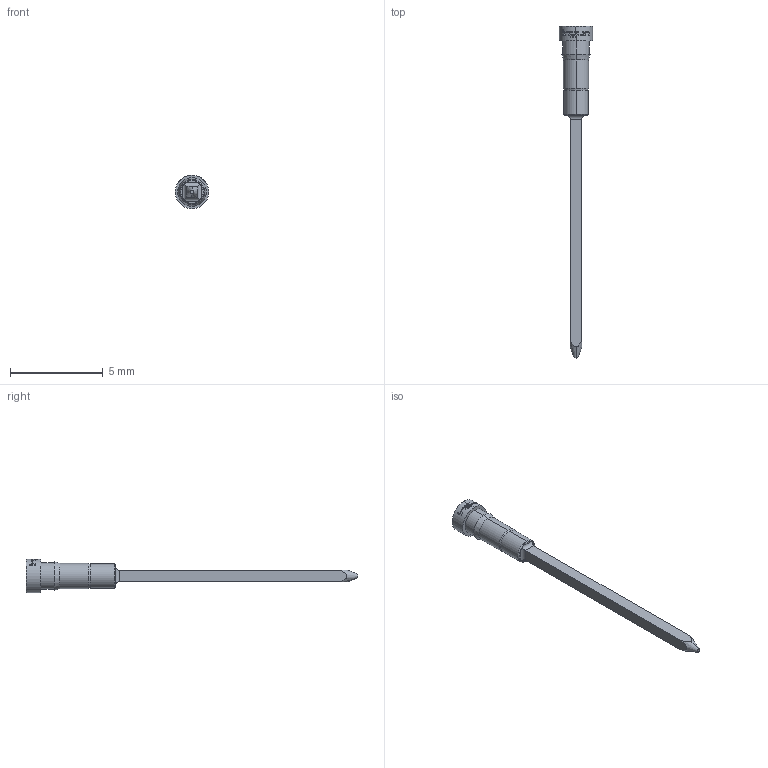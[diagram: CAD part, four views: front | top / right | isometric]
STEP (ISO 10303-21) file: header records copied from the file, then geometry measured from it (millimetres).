
FILE_DESCRIPTION (( 'STEP AP203' ), '1' );
FILE_NAME ('INGUN_KT-158.STEP', '2022-04-27T06:54:13', ( 'ochi' ), ( '' ), 'SwSTEP 2.0', 'SolidWorks 2018', '' );
FILE_SCHEMA (( 'CONFIG_CONTROL_DESIGN' ));
Length unit declared in the file: millimetre
Products named in the file (1): INGUN_KT-158
Bounding box: 1.8 x 17.85 x 1.8 mm (x, y, z)
Volume: 8.8 mm3; surface area: 72.2 mm2
Topology: 1 solids, 1 shells, 107 faces, 280 edges, 181 vertices
Faces by surface type: plane 52, bspline 22, cylinder 21, cone 12
Entity records: 3631 total; most frequent: CARTESIAN_POINT 1145, ORIENTED_EDGE 556, DIRECTION 416, EDGE_CURVE 278, VERTEX_POINT 181, AXIS2_PLACEMENT_3D 160, EDGE_LOOP 115, ADVANCED_FACE 107
